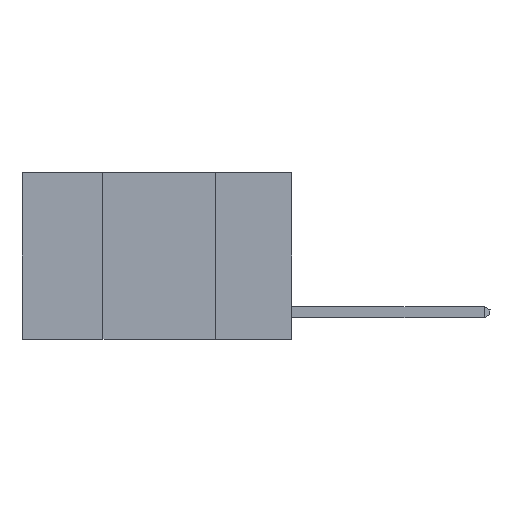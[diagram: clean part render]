
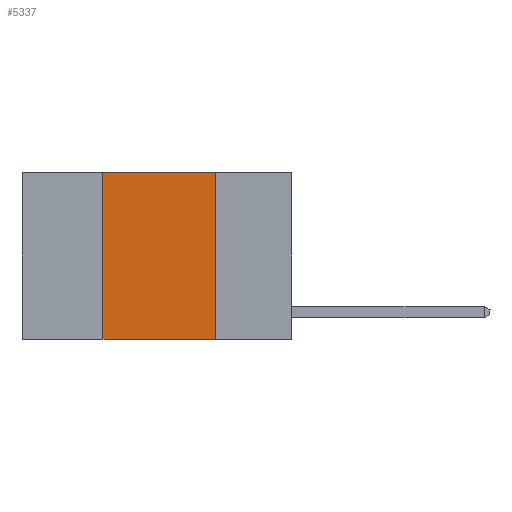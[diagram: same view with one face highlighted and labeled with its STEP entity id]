
A CAD part, left-side view. The second image highlights one B-rep face of the part: STEP entity #5337.
In plain terms, the highlighted planar face has unit normal (-1, 0, 0).
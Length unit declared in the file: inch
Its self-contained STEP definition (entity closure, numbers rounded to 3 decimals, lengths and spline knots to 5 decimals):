
#395 = CARTESIAN_POINT ( 'NONE',  ( 0., 0.17, 0. ) ) ;
#2071 = DIRECTION ( 'NONE',  ( 1., 0., 0. ) ) ;
#2143 = ORIENTED_EDGE ( 'NONE', *, *, #23473, .F. ) ;
#4030 = CARTESIAN_POINT ( 'NONE',  ( 0., 0.42, 0. ) ) ;
#4276 = EDGE_CURVE ( 'NONE', #8272, #20295, #8652, .T. ) ;
#4944 = VECTOR ( 'NONE', #21762, 39.37008 ) ;
#5337 = ADVANCED_FACE ( 'NONE', ( #7320 ), #13084, .F. ) ;
#6046 = VERTEX_POINT ( 'NONE', #20630 ) ;
#7124 = VERTEX_POINT ( 'NONE', #20501 ) ;
#7320 = FACE_OUTER_BOUND ( 'NONE', #11834, .T. ) ;
#8082 = VECTOR ( 'NONE', #16907, 39.37008 ) ;
#8272 = VERTEX_POINT ( 'NONE', #23212 ) ;
#8652 = LINE ( 'NONE', #4030, #8082 ) ;
#9341 = CARTESIAN_POINT ( 'NONE',  ( 0., 0.6, 0. ) ) ;
#10462 = CARTESIAN_POINT ( 'NONE',  ( 0., 0.6, 0. ) ) ;
#10545 = DIRECTION ( 'NONE',  ( 0., -1., 0. ) ) ;
#11535 = AXIS2_PLACEMENT_3D ( 'NONE', #9341, #2071, #14938 ) ;
#11834 = EDGE_LOOP ( 'NONE', ( #2143, #11908, #17437, #22828 ) ) ;
#11908 = ORIENTED_EDGE ( 'NONE', *, *, #14477, .F. ) ;
#13084 = PLANE ( 'NONE',  #11535 ) ;
#14134 = LINE ( 'NONE', #14453, #4944 ) ;
#14453 = CARTESIAN_POINT ( 'NONE',  ( 0., 0.6, -0.37 ) ) ;
#14477 = EDGE_CURVE ( 'NONE', #20295, #6046, #15863, .T. ) ;
#14569 = EDGE_CURVE ( 'NONE', #8272, #7124, #14134, .T. ) ;
#14938 = DIRECTION ( 'NONE',  ( 0., 0., -1. ) ) ;
#15108 = DIRECTION ( 'NONE',  ( 0., 0., -1. ) ) ;
#15299 = VECTOR ( 'NONE', #10545, 39.37008 ) ;
#15863 = LINE ( 'NONE', #10462, #15299 ) ;
#16429 = CARTESIAN_POINT ( 'NONE',  ( 0., 0.42, 0. ) ) ;
#16907 = DIRECTION ( 'NONE',  ( 0., 0., 1. ) ) ;
#17437 = ORIENTED_EDGE ( 'NONE', *, *, #4276, .F. ) ;
#19131 = VECTOR ( 'NONE', #15108, 39.37008 ) ;
#20263 = LINE ( 'NONE', #395, #19131 ) ;
#20295 = VERTEX_POINT ( 'NONE', #16429 ) ;
#20501 = CARTESIAN_POINT ( 'NONE',  ( 0., 0.17, -0.37 ) ) ;
#20630 = CARTESIAN_POINT ( 'NONE',  ( 0., 0.17, 0. ) ) ;
#21762 = DIRECTION ( 'NONE',  ( 0., -1., 0. ) ) ;
#22828 = ORIENTED_EDGE ( 'NONE', *, *, #14569, .T. ) ;
#23212 = CARTESIAN_POINT ( 'NONE',  ( 0., 0.42, -0.37 ) ) ;
#23473 = EDGE_CURVE ( 'NONE', #6046, #7124, #20263, .T. ) ;
